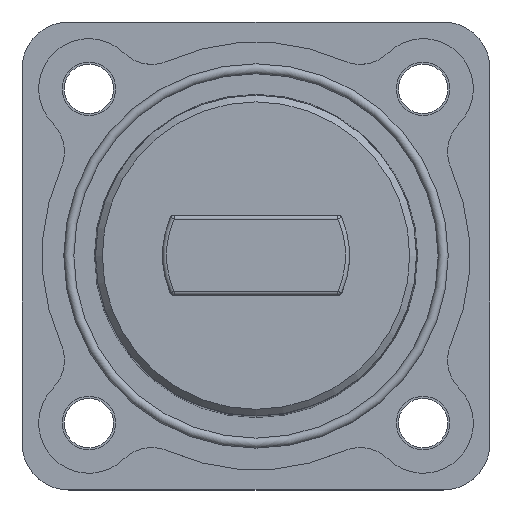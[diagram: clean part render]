
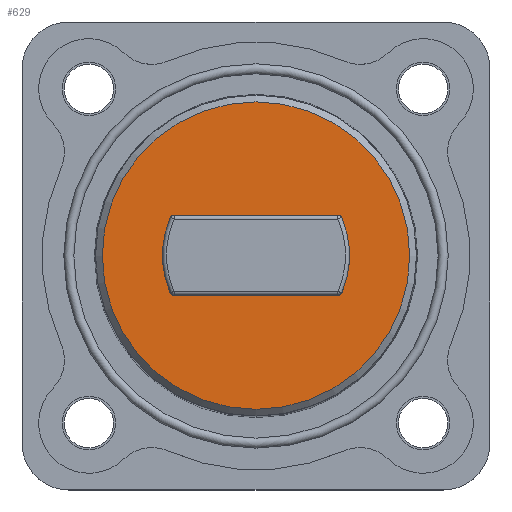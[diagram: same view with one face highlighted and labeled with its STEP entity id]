
A CAD part, top view. The second image highlights one B-rep face of the part: STEP entity #629.
In plain terms, the highlighted planar face has unit normal (0, 0, 1).
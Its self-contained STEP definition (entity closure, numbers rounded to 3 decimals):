
#218=PLANE('',#2294);
#398=LINE('',#3518,#500);
#403=LINE('',#3532,#505);
#500=VECTOR('',#2921,1.);
#505=VECTOR('',#2936,1.);
#629=ADVANCED_FACE('',(#726,#727),#218,.T.);
#726=FACE_BOUND('',#895,.T.);
#727=FACE_BOUND('',#896,.T.);
#895=EDGE_LOOP('',(#1408,#1409,#1410,#1411,#1412,#1413,#1414,#1415));
#896=EDGE_LOOP('',(#1416));
#1408=ORIENTED_EDGE('',*,*,#1857,.T.);
#1409=ORIENTED_EDGE('',*,*,#1864,.F.);
#1410=ORIENTED_EDGE('',*,*,#1855,.T.);
#1411=ORIENTED_EDGE('',*,*,#1853,.T.);
#1412=ORIENTED_EDGE('',*,*,#1850,.T.);
#1413=ORIENTED_EDGE('',*,*,#1865,.F.);
#1414=ORIENTED_EDGE('',*,*,#1862,.T.);
#1415=ORIENTED_EDGE('',*,*,#1860,.T.);
#1416=ORIENTED_EDGE('',*,*,#1816,.T.);
#1573=VERTEX_POINT('',#3442);
#1595=VERTEX_POINT('',#3513);
#1596=VERTEX_POINT('',#3514);
#1597=VERTEX_POINT('',#3519);
#1598=VERTEX_POINT('',#3523);
#1599=VERTEX_POINT('',#3527);
#1600=VERTEX_POINT('',#3528);
#1601=VERTEX_POINT('',#3533);
#1602=VERTEX_POINT('',#3537);
#1816=EDGE_CURVE('',#1573,#1573,#1991,.T.);
#1850=EDGE_CURVE('',#1595,#1596,#2013,.T.);
#1853=EDGE_CURVE('',#1597,#1595,#398,.T.);
#1855=EDGE_CURVE('',#1598,#1597,#2014,.T.);
#1857=EDGE_CURVE('',#1599,#1600,#2015,.T.);
#1860=EDGE_CURVE('',#1601,#1599,#403,.T.);
#1862=EDGE_CURVE('',#1602,#1601,#2016,.T.);
#1864=EDGE_CURVE('',#1598,#1600,#2017,.T.);
#1865=EDGE_CURVE('',#1602,#1596,#2018,.T.);
#1991=CIRCLE('',#2245,11.497);
#2013=CIRCLE('',#2282,0.3);
#2014=CIRCLE('',#2285,0.3);
#2015=CIRCLE('',#2287,0.3);
#2016=CIRCLE('',#2290,0.3);
#2017=CIRCLE('',#2292,7.);
#2018=CIRCLE('',#2293,7.);
#2245=AXIS2_PLACEMENT_3D('',#3441,#2829,#2830);
#2282=AXIS2_PLACEMENT_3D('',#3512,#2915,#2916);
#2285=AXIS2_PLACEMENT_3D('',#3522,#2925,#2926);
#2287=AXIS2_PLACEMENT_3D('',#3526,#2930,#2931);
#2290=AXIS2_PLACEMENT_3D('',#3536,#2940,#2941);
#2292=AXIS2_PLACEMENT_3D('',#3540,#2945,#2946);
#2293=AXIS2_PLACEMENT_3D('',#3541,#2947,#2948);
#2294=AXIS2_PLACEMENT_3D('',#3542,#2949,#2950);
#2829=DIRECTION('',(0.,0.,1.));
#2830=DIRECTION('',(1.,0.,0.));
#2915=DIRECTION('',(0.,0.,-1.));
#2916=DIRECTION('',(1.,0.,0.));
#2921=DIRECTION('',(-1.,0.,0.));
#2925=DIRECTION('',(0.,0.,-1.));
#2926=DIRECTION('',(1.,0.,0.));
#2930=DIRECTION('',(0.,0.,-1.));
#2931=DIRECTION('',(-1.,0.,0.));
#2936=DIRECTION('',(1.,0.,0.));
#2940=DIRECTION('',(0.,0.,-1.));
#2941=DIRECTION('',(-1.,0.,0.));
#2945=DIRECTION('',(0.,0.,1.));
#2946=DIRECTION('',(1.,0.,0.));
#2947=DIRECTION('',(0.,0.,1.));
#2948=DIRECTION('',(1.,0.,0.));
#2949=DIRECTION('',(0.,0.,1.));
#2950=DIRECTION('',(-1.,0.,0.));
#3441=CARTESIAN_POINT('',(0.,0.,20.));
#3442=CARTESIAN_POINT('',(11.497,0.,20.));
#3512=CARTESIAN_POINT('',(-6.132,-2.7,20.));
#3513=CARTESIAN_POINT('',(-6.132,-3.,20.));
#3514=CARTESIAN_POINT('',(-6.406,-2.821,20.));
#3518=CARTESIAN_POINT('',(10.155,-3.,20.));
#3519=CARTESIAN_POINT('',(6.132,-3.,20.));
#3522=CARTESIAN_POINT('',(6.132,-2.7,20.));
#3523=CARTESIAN_POINT('',(6.406,-2.821,20.));
#3526=CARTESIAN_POINT('',(6.132,2.7,20.));
#3527=CARTESIAN_POINT('',(6.132,3.,20.));
#3528=CARTESIAN_POINT('',(6.406,2.821,20.));
#3532=CARTESIAN_POINT('',(10.155,3.,20.));
#3533=CARTESIAN_POINT('',(-6.132,3.,20.));
#3536=CARTESIAN_POINT('',(-6.132,2.7,20.));
#3537=CARTESIAN_POINT('',(-6.406,2.821,20.));
#3540=CARTESIAN_POINT('',(0.,0.,20.));
#3541=CARTESIAN_POINT('',(0.,0.,20.));
#3542=CARTESIAN_POINT('',(0.,0.,20.));
